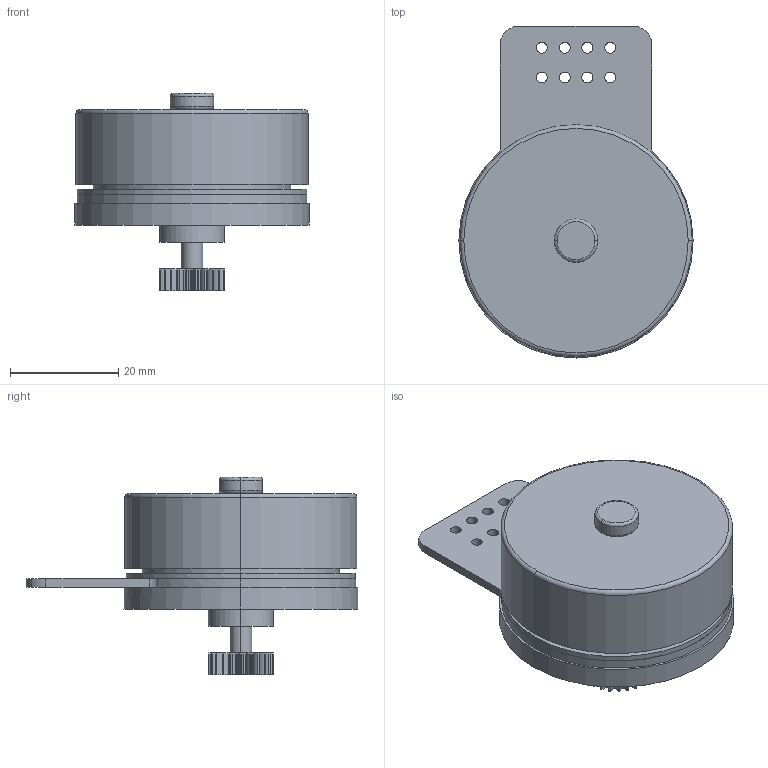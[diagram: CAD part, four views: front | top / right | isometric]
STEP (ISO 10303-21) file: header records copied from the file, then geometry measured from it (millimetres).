
FILE_DESCRIPTION (( 'STEP AP203' ), '1' );
FILE_NAME ('EC-45 flat 50watt with gear and magnet.STEP', '2018-06-11T01:49:14', ( '' ), ( '' ), 'SwSTEP 2.0', 'SolidWorks 2016', '' );
FILE_SCHEMA (( 'CONFIG_CONTROL_DESIGN' ));
Length unit declared in the file: millimetre
Products named in the file (1): EC-45 flat 50watt with gear and magnet
Bounding box: 43.2 x 61.22 x 36.4 mm (x, y, z)
Volume: 31984.3 mm3; surface area: 8775.9 mm2
Topology: 3 solids, 3 shells, 256 faces, 681 edges, 450 vertices
Faces by surface type: cylinder 216, plane 30, torus 6, cone 4
Entity records: 8330 total; most frequent: DIRECTION 1647, CARTESIAN_POINT 1388, ORIENTED_EDGE 1362, AXIS2_PLACEMENT_3D 709, EDGE_CURVE 681, CIRCLE 452, VERTEX_POINT 450, EDGE_LOOP 293
